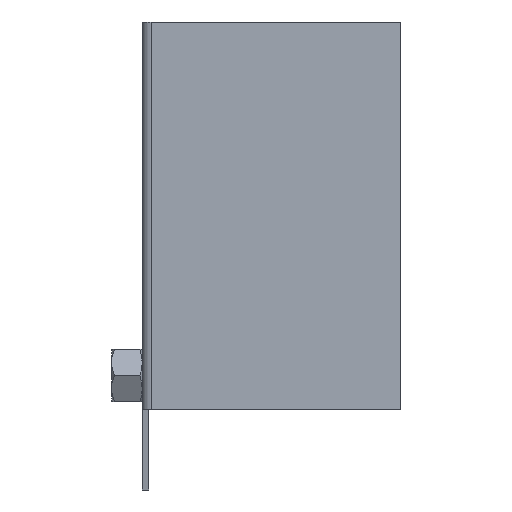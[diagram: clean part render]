
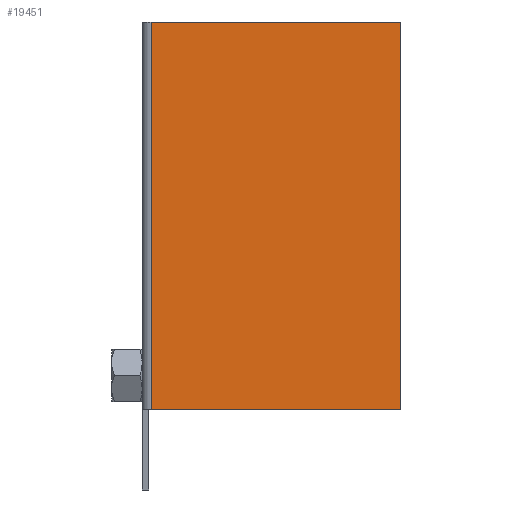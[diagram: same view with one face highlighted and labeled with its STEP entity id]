
A CAD part, left-side view. The second image highlights one B-rep face of the part: STEP entity #19451.
In plain terms, the highlighted planar face has unit normal (-1, 0, 0).
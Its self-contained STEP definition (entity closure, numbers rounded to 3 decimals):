
#17324=DIRECTION('',(0.,-1.,0.));
#17325=VECTOR('',#17324,77.263);
#17326=CARTESIAN_POINT('',(-81.658,43.777,
220.796));
#17327=LINE('',#17326,#17325);
#17331=DIRECTION('',(0.,0.,1.));
#17332=VECTOR('',#17331,120.);
#17333=CARTESIAN_POINT('',(-81.658,-33.487,
220.796));
#17334=LINE('',#17333,#17332);
#17345=DIRECTION('',(0.,0.,1.));
#17346=VECTOR('',#17345,120.);
#17347=CARTESIAN_POINT('',(-81.658,43.777,
220.796));
#17348=LINE('',#17347,#17346);
#17359=DIRECTION('',(0.,-1.,0.));
#17360=VECTOR('',#17359,77.263);
#17361=CARTESIAN_POINT('',(-81.658,43.777,
340.796));
#17362=LINE('',#17361,#17360);
#18286=CARTESIAN_POINT('',(-81.658,43.777,
340.796));
#18288=VERTEX_POINT('',#18286);
#18307=CARTESIAN_POINT('',(-81.658,-33.487,
220.796));
#18308=CARTESIAN_POINT('',(-81.658,-33.487,
340.796));
#18309=VERTEX_POINT('',#18307);
#18310=VERTEX_POINT('',#18308);
#18316=CARTESIAN_POINT('',(-81.658,43.777,
220.796));
#18318=VERTEX_POINT('',#18316);
#19437=CARTESIAN_POINT('',(-81.658,-33.487,
340.796));
#19438=DIRECTION('',(-1.,0.,0.));
#19439=DIRECTION('',(0.,0.,1.));
#19440=AXIS2_PLACEMENT_3D('',#19437,#19438,#19439);
#19441=PLANE('',#19440);
#19442=ORIENTED_EDGE('',*,*,#19420,.F.);
#19444=ORIENTED_EDGE('',*,*,#19443,.T.);
#19446=ORIENTED_EDGE('',*,*,#19445,.T.);
#19448=ORIENTED_EDGE('',*,*,#19447,.F.);
#19449=EDGE_LOOP('',(#19442,#19444,#19446,#19448));
#19450=FACE_OUTER_BOUND('',#19449,.F.);
#19420=EDGE_CURVE('',#18318,#18309,#17327,.T.);
#19443=EDGE_CURVE('',#18318,#18288,#17348,.T.);
#19445=EDGE_CURVE('',#18288,#18310,#17362,.T.);
#19447=EDGE_CURVE('',#18309,#18310,#17334,.T.);
#19451=ADVANCED_FACE('',(#19450),#19441,.T.);
